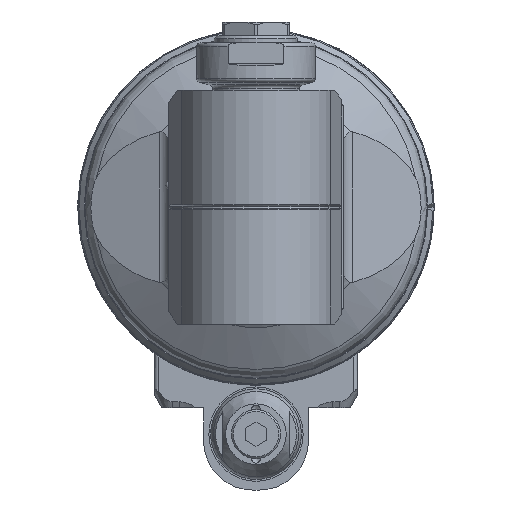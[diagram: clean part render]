
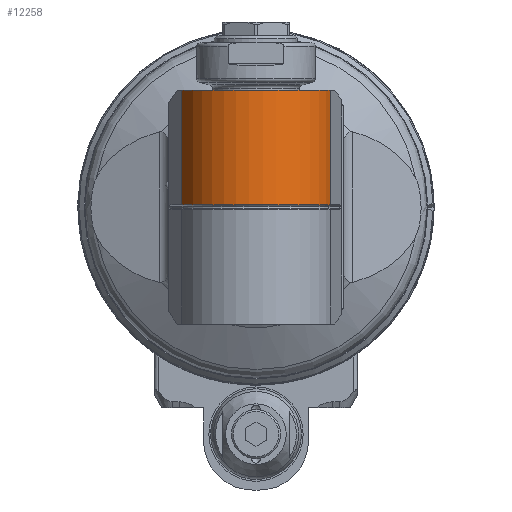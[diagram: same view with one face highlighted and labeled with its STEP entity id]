
A CAD part, front view. The second image highlights one B-rep face of the part: STEP entity #12258.
In plain terms, the highlighted cylindrical face has radius 22 mm (diameter 44 mm), a partial arc.
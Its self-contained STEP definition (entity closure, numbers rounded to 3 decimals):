
#519=CYLINDRICAL_SURFACE('',#13117,22.);
#892=CIRCLE('',#13063,22.);
#917=CIRCLE('',#13115,22.);
#1574=FACE_OUTER_BOUND('',#2290,.T.);
#2290=EDGE_LOOP('',(#8531,#8532,#8533,#8534));
#3090=LINE('',#18705,#4049);
#3100=LINE('',#18764,#4059);
#4049=VECTOR('',#14731,32.834);
#4059=VECTOR('',#14773,32.834);
#5039=VERTEX_POINT('',#18427);
#5040=VERTEX_POINT('',#18429);
#5088=VERTEX_POINT('',#18703);
#5098=VERTEX_POINT('',#18758);
#6399=EDGE_CURVE('',#5039,#5040,#892,.T.);
#6463=EDGE_CURVE('',#5039,#5088,#3090,.T.);
#6480=EDGE_CURVE('',#5098,#5088,#917,.T.);
#6483=EDGE_CURVE('',#5098,#5040,#3100,.T.);
#8531=ORIENTED_EDGE('',*,*,#6480,.F.);
#8532=ORIENTED_EDGE('',*,*,#6483,.T.);
#8533=ORIENTED_EDGE('',*,*,#6399,.F.);
#8534=ORIENTED_EDGE('',*,*,#6463,.T.);
#12258=ADVANCED_FACE('',(#1574),#519,.T.);
#13063=AXIS2_PLACEMENT_3D('',#18430,#14640,#14641);
#13115=AXIS2_PLACEMENT_3D('',#18759,#14766,#14767);
#13117=AXIS2_PLACEMENT_3D('',#18763,#14771,#14772);
#14640=DIRECTION('center_axis',(0.,-1.,0.));
#14641=DIRECTION('ref_axis',(0.259,0.,-0.966));
#14731=DIRECTION('',(0.,1.,0.));
#14766=DIRECTION('center_axis',(0.,1.,0.));
#14767=DIRECTION('ref_axis',(0.259,0.,0.966));
#14771=DIRECTION('center_axis',(0.,1.,0.));
#14772=DIRECTION('ref_axis',(1.,0.,0.));
#14773=DIRECTION('',(0.,-1.,0.));
#18427=CARTESIAN_POINT('',(185.694,-33.5,-21.25));
#18429=CARTESIAN_POINT('',(185.694,-33.5,21.25));
#18430=CARTESIAN_POINT('Origin',(180.,-33.5,0.));
#18703=CARTESIAN_POINT('',(185.694,-0.666,-21.25));
#18705=CARTESIAN_POINT('',(185.694,-33.5,-21.25));
#18758=CARTESIAN_POINT('',(185.694,-0.666,21.25));
#18759=CARTESIAN_POINT('Origin',(180.,-0.666,0.));
#18763=CARTESIAN_POINT('Origin',(180.,-71.538,0.));
#18764=CARTESIAN_POINT('',(185.694,-0.666,21.25));
